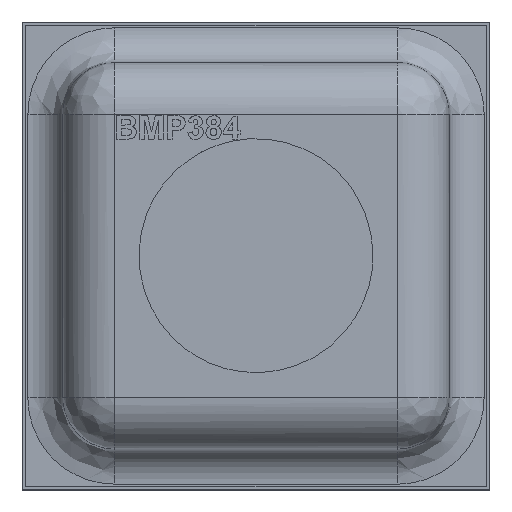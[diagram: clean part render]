
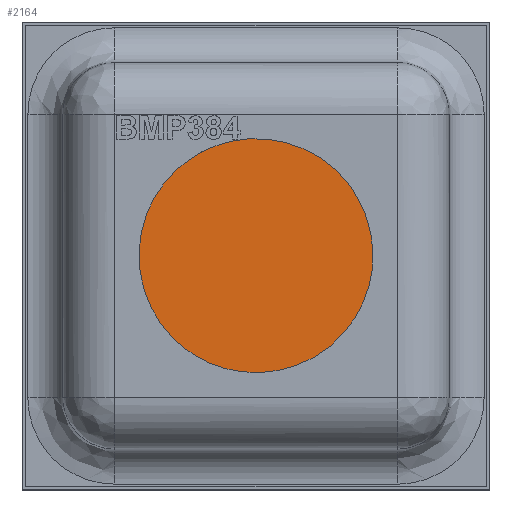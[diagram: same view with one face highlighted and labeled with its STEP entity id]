
A CAD part, top view. The second image highlights one B-rep face of the part: STEP entity #2164.
In plain terms, the highlighted free-form (B-spline) face has degree [1, 1] with [2, 2] control points.
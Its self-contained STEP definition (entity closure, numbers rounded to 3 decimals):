
#143 = EDGE_CURVE('',#144,#146,#148,.T.);
#144 = VERTEX_POINT('',#145);
#145 = CARTESIAN_POINT('',(-0.52,-0.715,0.108
    ));
#146 = VERTEX_POINT('',#147);
#147 = CARTESIAN_POINT('',(0.52,-0.715,0.108)
  );
#148 = B_SPLINE_CURVE_WITH_KNOTS('',1,(#149,#150),.UNSPECIFIED.,.F.,.F.,
  (2,2),(-0.585,0.585),.PIECEWISE_BEZIER_KNOTS.);
#149 = CARTESIAN_POINT('',(-0.52,-0.715,0.108
    ));
#150 = CARTESIAN_POINT('',(0.52,-0.715,0.108)
  );
#2164 = ADVANCED_FACE('',(#2165),#2219,.F.);
#2165 = FACE_BOUND('',#2166,.T.);
#2166 = EDGE_LOOP('',(#2167,#2176,#2182,#2183,#2191,#2198,#2206,#2213));
#2167 = ORIENTED_EDGE('',*,*,#2168,.T.);
#2168 = EDGE_CURVE('',#2169,#2171,#2173,.T.);
#2169 = VERTEX_POINT('',#2170);
#2170 = CARTESIAN_POINT('',(-0.715,0.52,0.108
    ));
#2171 = VERTEX_POINT('',#2172);
#2172 = CARTESIAN_POINT('',(-0.715,-0.52,
    0.108));
#2173 = B_SPLINE_CURVE_WITH_KNOTS('',1,(#2174,#2175),.UNSPECIFIED.,.F.,
  .F.,(2,2),(-0.585,0.585),.PIECEWISE_BEZIER_KNOTS.);
#2174 = CARTESIAN_POINT('',(-0.715,0.52,0.108
    ));
#2175 = CARTESIAN_POINT('',(-0.715,-0.52,
    0.108));
#2176 = ORIENTED_EDGE('',*,*,#2177,.T.);
#2177 = EDGE_CURVE('',#2171,#144,#2178,.T.);
#2178 = ( BOUNDED_CURVE() B_SPLINE_CURVE(2,(#2179,#2180,#2181),
.UNSPECIFIED.,.F.,.F.) B_SPLINE_CURVE_WITH_KNOTS((3,3),(0.,
1.571),.PIECEWISE_BEZIER_KNOTS.) CURVE() 
GEOMETRIC_REPRESENTATION_ITEM() RATIONAL_B_SPLINE_CURVE((1.,
0.707,1.)) REPRESENTATION_ITEM('') );
#2179 = CARTESIAN_POINT('',(-0.715,-0.52,
    0.108));
#2180 = CARTESIAN_POINT('',(-0.715,-0.715,
    0.108));
#2181 = CARTESIAN_POINT('',(-0.52,-0.715,
    0.108));
#2182 = ORIENTED_EDGE('',*,*,#143,.T.);
#2183 = ORIENTED_EDGE('',*,*,#2184,.T.);
#2184 = EDGE_CURVE('',#146,#2185,#2187,.T.);
#2185 = VERTEX_POINT('',#2186);
#2186 = CARTESIAN_POINT('',(0.715,-0.52,0.108
    ));
#2187 = ( BOUNDED_CURVE() B_SPLINE_CURVE(2,(#2188,#2189,#2190),
.UNSPECIFIED.,.F.,.F.) B_SPLINE_CURVE_WITH_KNOTS((3,3),(1.571,
3.142),.PIECEWISE_BEZIER_KNOTS.) CURVE() 
GEOMETRIC_REPRESENTATION_ITEM() RATIONAL_B_SPLINE_CURVE((1.,
0.707,1.)) REPRESENTATION_ITEM('') );
#2188 = CARTESIAN_POINT('',(0.52,-0.715,0.108
    ));
#2189 = CARTESIAN_POINT('',(0.715,-0.715,0.108
    ));
#2190 = CARTESIAN_POINT('',(0.715,-0.52,0.108
    ));
#2191 = ORIENTED_EDGE('',*,*,#2192,.T.);
#2192 = EDGE_CURVE('',#2185,#2193,#2195,.T.);
#2193 = VERTEX_POINT('',#2194);
#2194 = CARTESIAN_POINT('',(0.715,0.52,0.108)
  );
#2195 = B_SPLINE_CURVE_WITH_KNOTS('',1,(#2196,#2197),.UNSPECIFIED.,.F.,
  .F.,(2,2),(-0.585,0.585),.PIECEWISE_BEZIER_KNOTS.);
#2196 = CARTESIAN_POINT('',(0.715,-0.52,0.108
    ));
#2197 = CARTESIAN_POINT('',(0.715,0.52,0.108)
  );
#2198 = ORIENTED_EDGE('',*,*,#2199,.T.);
#2199 = EDGE_CURVE('',#2193,#2200,#2202,.T.);
#2200 = VERTEX_POINT('',#2201);
#2201 = CARTESIAN_POINT('',(0.52,0.715,0.108)
  );
#2202 = ( BOUNDED_CURVE() B_SPLINE_CURVE(2,(#2203,#2204,#2205),
.UNSPECIFIED.,.F.,.F.) B_SPLINE_CURVE_WITH_KNOTS((3,3),(3.142,
4.712),.PIECEWISE_BEZIER_KNOTS.) CURVE() 
GEOMETRIC_REPRESENTATION_ITEM() RATIONAL_B_SPLINE_CURVE((1.,
0.707,1.)) REPRESENTATION_ITEM('') );
#2203 = CARTESIAN_POINT('',(0.715,0.52,0.108)
  );
#2204 = CARTESIAN_POINT('',(0.715,0.715,0.108)
  );
#2205 = CARTESIAN_POINT('',(0.52,0.715,0.108)
  );
#2206 = ORIENTED_EDGE('',*,*,#2207,.T.);
#2207 = EDGE_CURVE('',#2200,#2208,#2210,.T.);
#2208 = VERTEX_POINT('',#2209);
#2209 = CARTESIAN_POINT('',(-0.52,0.715,0.108
    ));
#2210 = B_SPLINE_CURVE_WITH_KNOTS('',1,(#2211,#2212),.UNSPECIFIED.,.F.,
  .F.,(2,2),(-0.585,0.585),.PIECEWISE_BEZIER_KNOTS.);
#2211 = CARTESIAN_POINT('',(0.52,0.715,0.108)
  );
#2212 = CARTESIAN_POINT('',(-0.52,0.715,0.108
    ));
#2213 = ORIENTED_EDGE('',*,*,#2214,.T.);
#2214 = EDGE_CURVE('',#2208,#2169,#2215,.T.);
#2215 = ( BOUNDED_CURVE() B_SPLINE_CURVE(2,(#2216,#2217,#2218),
.UNSPECIFIED.,.F.,.F.) B_SPLINE_CURVE_WITH_KNOTS((3,3),(4.712,
6.283),.PIECEWISE_BEZIER_KNOTS.) CURVE() 
GEOMETRIC_REPRESENTATION_ITEM() RATIONAL_B_SPLINE_CURVE((1.,
0.707,1.)) REPRESENTATION_ITEM('') );
#2216 = CARTESIAN_POINT('',(-0.52,0.715,0.108
    ));
#2217 = CARTESIAN_POINT('',(-0.715,0.715,0.108
    ));
#2218 = CARTESIAN_POINT('',(-0.715,0.52,0.108
    ));
#2219 = B_SPLINE_SURFACE_WITH_KNOTS('',1,1,(
    (#2220,#2221)
    ,(#2222,#2223
  )),.UNSPECIFIED.,.F.,.F.,.F.,(2,2),(2,2),(-0.805,0.805),(-0.805,0.805)
  ,.PIECEWISE_BEZIER_KNOTS.);
#2220 = CARTESIAN_POINT('',(0.715,-0.715,0.108
    ));
#2221 = CARTESIAN_POINT('',(0.715,0.715,0.108)
  );
#2222 = CARTESIAN_POINT('',(-0.715,-0.715,
    0.108));
#2223 = CARTESIAN_POINT('',(-0.715,0.715,0.108
    ));
